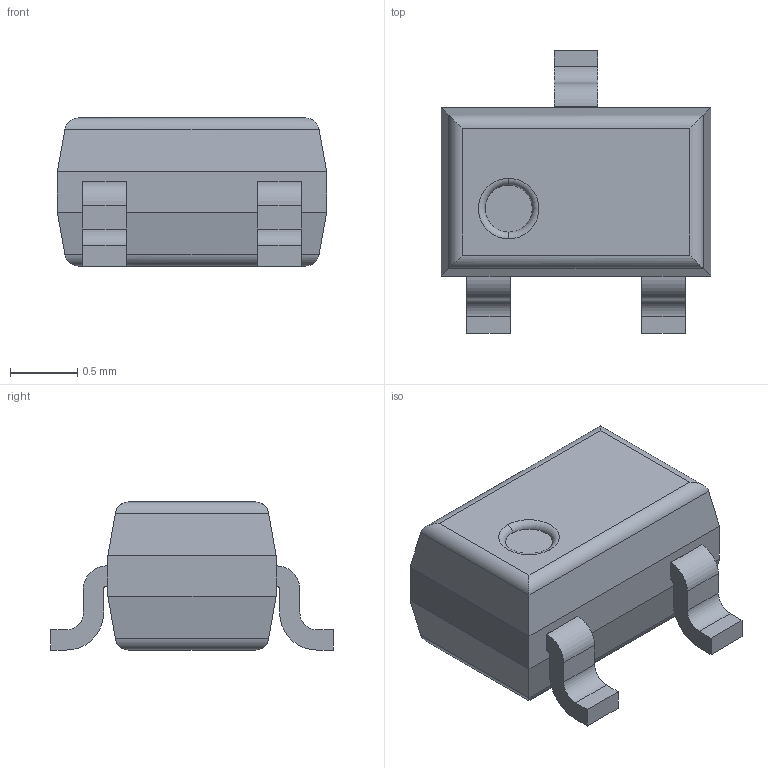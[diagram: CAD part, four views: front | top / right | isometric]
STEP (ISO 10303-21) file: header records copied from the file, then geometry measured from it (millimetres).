
FILE_DESCRIPTION (( 'STEP AP214' ), '1' );
FILE_NAME ( 'SOT65P210X110-3L15.STEP', '2016-10-10T13:08:39', ( '' ), ( '' ), 'FPX Expert 2013', 'PCB Libraries', '' );
FILE_SCHEMA (( 'AUTOMOTIVE_DESIGN' ));
Length unit declared in the file: millimetre
Products named in the file (1): SOT65P210X110-3L15
Bounding box: 2 x 2.1 x 1.1 mm (x, y, z)
Volume: 2.7 mm3; surface area: 13.3 mm2
Topology: 4 solids, 4 shells, 67 faces, 158 edges, 100 vertices
Faces by surface type: plane 45, cylinder 20, torus 2
Entity records: 1967 total; most frequent: CARTESIAN_POINT 350, DIRECTION 316, ORIENTED_EDGE 316, EDGE_CURVE 158, VECTOR 120, LINE 120, VERTEX_POINT 100, AXIS2_PLACEMENT_3D 98
